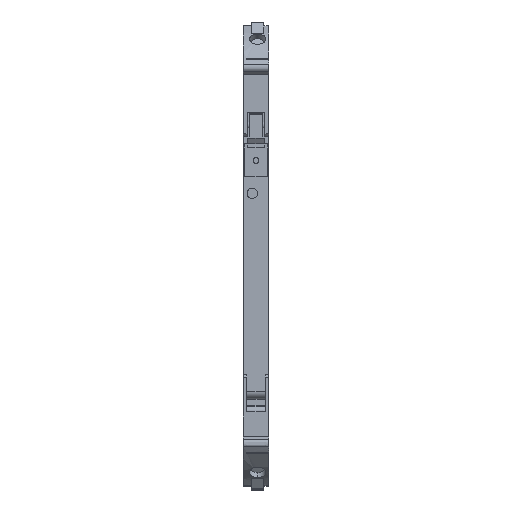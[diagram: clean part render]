
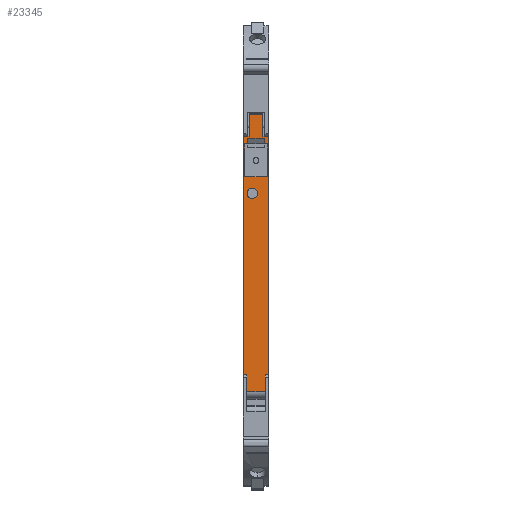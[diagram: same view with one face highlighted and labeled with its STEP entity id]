
A CAD part, top view. The second image highlights one B-rep face of the part: STEP entity #23345.
In plain terms, the highlighted planar face has unit normal (0, 0, 1).
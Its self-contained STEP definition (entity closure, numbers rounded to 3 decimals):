
#1312=AXIS2_PLACEMENT_3D('Plane Axis2P3D',#1309,#1310,#1311) ;
#23263=AXIS2_PLACEMENT_3D('Circle Axis2P3D',#23261,#23262,$) ;
#23272=AXIS2_PLACEMENT_3D('Circle Axis2P3D',#23270,#23271,$) ;
#1309=CARTESIAN_POINT('Axis2P3D Location',(0.075,85.563,112.497)) ;
#22935=CARTESIAN_POINT('Vertex',(6.09,84.963,112.497)) ;
#22940=CARTESIAN_POINT('Line Origine',(6.09,56.263,112.497)) ;
#22944=CARTESIAN_POINT('Vertex',(6.09,27.563,112.497)) ;
#23159=CARTESIAN_POINT('Line Origine',(5.695,27.563,112.497)) ;
#23163=CARTESIAN_POINT('Vertex',(5.3,27.563,112.497)) ;
#23179=CARTESIAN_POINT('Line Origine',(5.405,84.963,112.497)) ;
#23183=CARTESIAN_POINT('Vertex',(4.72,84.963,112.497)) ;
#23186=CARTESIAN_POINT('Line Origine',(4.72,87.614,112.497)) ;
#23190=CARTESIAN_POINT('Vertex',(4.72,90.264,112.497)) ;
#23193=CARTESIAN_POINT('Line Origine',(3.05,90.264,112.497)) ;
#23197=CARTESIAN_POINT('Vertex',(1.38,90.264,112.497)) ;
#23200=CARTESIAN_POINT('Line Origine',(1.38,87.614,112.497)) ;
#23204=CARTESIAN_POINT('Vertex',(1.38,84.963,112.497)) ;
#23207=CARTESIAN_POINT('Line Origine',(0.695,84.963,112.497)) ;
#23211=CARTESIAN_POINT('Vertex',(0.01,84.963,112.497)) ;
#23214=CARTESIAN_POINT('Line Origine',(0.01,56.263,112.497)) ;
#23218=CARTESIAN_POINT('Vertex',(0.01,27.563,112.497)) ;
#23221=CARTESIAN_POINT('Line Origine',(0.405,27.563,112.497)) ;
#23225=CARTESIAN_POINT('Vertex',(0.8,27.563,112.497)) ;
#23228=CARTESIAN_POINT('Line Origine',(0.8,25.563,112.497)) ;
#23232=CARTESIAN_POINT('Vertex',(0.8,23.563,112.497)) ;
#23235=CARTESIAN_POINT('Line Origine',(3.05,23.563,112.497)) ;
#23239=CARTESIAN_POINT('Vertex',(5.3,23.563,112.497)) ;
#23242=CARTESIAN_POINT('Line Origine',(5.3,25.563,112.497)) ;
#23261=CARTESIAN_POINT('Axis2P3D Location',(2.135,71.251,112.497)) ;
#23265=CARTESIAN_POINT('Vertex',(0.885,71.251,112.497)) ;
#23267=CARTESIAN_POINT('Vertex',(3.385,71.251,112.497)) ;
#23270=CARTESIAN_POINT('Axis2P3D Location',(2.135,71.251,112.497)) ;
#23279=CARTESIAN_POINT('Line Origine',(0.692,83.17,112.497)) ;
#23283=CARTESIAN_POINT('Vertex',(0.294,83.17,112.497)) ;
#23285=CARTESIAN_POINT('Vertex',(1.089,83.17,112.497)) ;
#23288=CARTESIAN_POINT('Line Origine',(1.089,83.87,112.497)) ;
#23292=CARTESIAN_POINT('Vertex',(1.089,84.57,112.497)) ;
#23295=CARTESIAN_POINT('Line Origine',(3.05,84.57,112.497)) ;
#23299=CARTESIAN_POINT('Vertex',(5.011,84.57,112.497)) ;
#23302=CARTESIAN_POINT('Line Origine',(5.011,83.87,112.497)) ;
#23306=CARTESIAN_POINT('Vertex',(5.011,83.17,112.497)) ;
#23309=CARTESIAN_POINT('Line Origine',(5.408,83.17,112.497)) ;
#23313=CARTESIAN_POINT('Vertex',(5.806,83.17,112.497)) ;
#23316=CARTESIAN_POINT('Line Origine',(5.806,79.213,112.497)) ;
#23320=CARTESIAN_POINT('Vertex',(5.806,75.257,112.497)) ;
#23323=CARTESIAN_POINT('Line Origine',(3.05,75.257,112.497)) ;
#23327=CARTESIAN_POINT('Vertex',(0.294,75.257,112.497)) ;
#23330=CARTESIAN_POINT('Line Origine',(0.294,79.213,112.497)) ;
#1310=DIRECTION('Axis2P3D Direction',(0.,0.,-1.)) ;
#1311=DIRECTION('Axis2P3D XDirection',(0.,1.,0.)) ;
#22941=DIRECTION('Vector Direction',(0.,1.,0.)) ;
#23160=DIRECTION('Vector Direction',(-1.,0.,0.)) ;
#23180=DIRECTION('Vector Direction',(-1.,0.,0.)) ;
#23187=DIRECTION('Vector Direction',(0.,1.,0.)) ;
#23194=DIRECTION('Vector Direction',(-1.,0.,0.)) ;
#23201=DIRECTION('Vector Direction',(0.,-1.,0.)) ;
#23208=DIRECTION('Vector Direction',(-1.,0.,0.)) ;
#23215=DIRECTION('Vector Direction',(0.,1.,0.)) ;
#23222=DIRECTION('Vector Direction',(-1.,0.,0.)) ;
#23229=DIRECTION('Vector Direction',(0.,1.,0.)) ;
#23236=DIRECTION('Vector Direction',(-1.,0.,0.)) ;
#23243=DIRECTION('Vector Direction',(0.,1.,0.)) ;
#23262=DIRECTION('Axis2P3D Direction',(0.,0.,-1.)) ;
#23271=DIRECTION('Axis2P3D Direction',(0.,0.,-1.)) ;
#23280=DIRECTION('Vector Direction',(1.,0.,0.)) ;
#23289=DIRECTION('Vector Direction',(0.,-1.,0.)) ;
#23296=DIRECTION('Vector Direction',(1.,0.,0.)) ;
#23303=DIRECTION('Vector Direction',(0.,1.,0.)) ;
#23310=DIRECTION('Vector Direction',(1.,0.,0.)) ;
#23317=DIRECTION('Vector Direction',(0.,1.,0.)) ;
#23324=DIRECTION('Vector Direction',(1.,0.,0.)) ;
#23331=DIRECTION('Vector Direction',(0.,-1.,0.)) ;
#22942=VECTOR('Line Direction',#22941,1.) ;
#23161=VECTOR('Line Direction',#23160,1.) ;
#23181=VECTOR('Line Direction',#23180,1.) ;
#23188=VECTOR('Line Direction',#23187,1.) ;
#23195=VECTOR('Line Direction',#23194,1.) ;
#23202=VECTOR('Line Direction',#23201,1.) ;
#23209=VECTOR('Line Direction',#23208,1.) ;
#23216=VECTOR('Line Direction',#23215,1.) ;
#23223=VECTOR('Line Direction',#23222,1.) ;
#23230=VECTOR('Line Direction',#23229,1.) ;
#23237=VECTOR('Line Direction',#23236,1.) ;
#23244=VECTOR('Line Direction',#23243,1.) ;
#23281=VECTOR('Line Direction',#23280,1.) ;
#23290=VECTOR('Line Direction',#23289,1.) ;
#23297=VECTOR('Line Direction',#23296,1.) ;
#23304=VECTOR('Line Direction',#23303,1.) ;
#23311=VECTOR('Line Direction',#23310,1.) ;
#23318=VECTOR('Line Direction',#23317,1.) ;
#23325=VECTOR('Line Direction',#23324,1.) ;
#23332=VECTOR('Line Direction',#23331,1.) ;
#23248=ORIENTED_EDGE('',*,*,#23165,.F.) ;
#23249=ORIENTED_EDGE('',*,*,#22946,.T.) ;
#23250=ORIENTED_EDGE('',*,*,#23185,.F.) ;
#23251=ORIENTED_EDGE('',*,*,#23192,.T.) ;
#23252=ORIENTED_EDGE('',*,*,#23199,.F.) ;
#23253=ORIENTED_EDGE('',*,*,#23206,.T.) ;
#23254=ORIENTED_EDGE('',*,*,#23213,.T.) ;
#23255=ORIENTED_EDGE('',*,*,#23220,.F.) ;
#23256=ORIENTED_EDGE('',*,*,#23227,.F.) ;
#23257=ORIENTED_EDGE('',*,*,#23234,.F.) ;
#23258=ORIENTED_EDGE('',*,*,#23241,.F.) ;
#23259=ORIENTED_EDGE('',*,*,#23246,.T.) ;
#23276=ORIENTED_EDGE('',*,*,#23269,.F.) ;
#23277=ORIENTED_EDGE('',*,*,#23274,.F.) ;
#23336=ORIENTED_EDGE('',*,*,#23287,.T.) ;
#23337=ORIENTED_EDGE('',*,*,#23294,.T.) ;
#23338=ORIENTED_EDGE('',*,*,#23301,.F.) ;
#23339=ORIENTED_EDGE('',*,*,#23308,.T.) ;
#23340=ORIENTED_EDGE('',*,*,#23315,.T.) ;
#23341=ORIENTED_EDGE('',*,*,#23322,.T.) ;
#23342=ORIENTED_EDGE('',*,*,#23329,.F.) ;
#23343=ORIENTED_EDGE('',*,*,#23334,.T.) ;
#23278=FACE_BOUND('',#23275,.T.) ;
#23344=FACE_BOUND('',#23335,.T.) ;
#23345=ADVANCED_FACE('AUFDRUCK_ORANGE',(#23260,#23278,#23344),#1313,.F.) ;
#23264=CIRCLE('generated circle',#23263,1.25) ;
#23273=CIRCLE('generated circle',#23272,1.25) ;
#22946=EDGE_CURVE('',#22945,#22936,#22943,.T.) ;
#23165=EDGE_CURVE('',#22945,#23164,#23162,.T.) ;
#23185=EDGE_CURVE('',#23184,#22936,#23182,.F.) ;
#23192=EDGE_CURVE('',#23184,#23191,#23189,.T.) ;
#23199=EDGE_CURVE('',#23198,#23191,#23196,.F.) ;
#23206=EDGE_CURVE('',#23198,#23205,#23203,.T.) ;
#23213=EDGE_CURVE('',#23205,#23212,#23210,.T.) ;
#23220=EDGE_CURVE('',#23219,#23212,#23217,.T.) ;
#23227=EDGE_CURVE('',#23226,#23219,#23224,.T.) ;
#23234=EDGE_CURVE('',#23233,#23226,#23231,.T.) ;
#23241=EDGE_CURVE('',#23240,#23233,#23238,.T.) ;
#23246=EDGE_CURVE('',#23240,#23164,#23245,.T.) ;
#23269=EDGE_CURVE('',#23266,#23268,#23264,.F.) ;
#23274=EDGE_CURVE('',#23268,#23266,#23273,.F.) ;
#23287=EDGE_CURVE('',#23284,#23286,#23282,.T.) ;
#23294=EDGE_CURVE('',#23286,#23293,#23291,.F.) ;
#23301=EDGE_CURVE('',#23300,#23293,#23298,.F.) ;
#23308=EDGE_CURVE('',#23300,#23307,#23305,.F.) ;
#23315=EDGE_CURVE('',#23307,#23314,#23312,.T.) ;
#23322=EDGE_CURVE('',#23314,#23321,#23319,.F.) ;
#23329=EDGE_CURVE('',#23328,#23321,#23326,.T.) ;
#23334=EDGE_CURVE('',#23328,#23284,#23333,.F.) ;
#23247=EDGE_LOOP('',(#23248,#23249,#23250,#23251,#23252,#23253,#23254,#23255,#23256,#23257,#23258,#23259)) ;
#23275=EDGE_LOOP('',(#23276,#23277)) ;
#23335=EDGE_LOOP('',(#23336,#23337,#23338,#23339,#23340,#23341,#23342,#23343)) ;
#23260=FACE_OUTER_BOUND('',#23247,.T.) ;
#22943=LINE('Line',#22940,#22942) ;
#23162=LINE('Line',#23159,#23161) ;
#23182=LINE('Line',#23179,#23181) ;
#23189=LINE('Line',#23186,#23188) ;
#23196=LINE('Line',#23193,#23195) ;
#23203=LINE('Line',#23200,#23202) ;
#23210=LINE('Line',#23207,#23209) ;
#23217=LINE('Line',#23214,#23216) ;
#23224=LINE('Line',#23221,#23223) ;
#23231=LINE('Line',#23228,#23230) ;
#23238=LINE('Line',#23235,#23237) ;
#23245=LINE('Line',#23242,#23244) ;
#23282=LINE('Line',#23279,#23281) ;
#23291=LINE('Line',#23288,#23290) ;
#23298=LINE('Line',#23295,#23297) ;
#23305=LINE('Line',#23302,#23304) ;
#23312=LINE('Line',#23309,#23311) ;
#23319=LINE('Line',#23316,#23318) ;
#23326=LINE('Line',#23323,#23325) ;
#23333=LINE('Line',#23330,#23332) ;
#1313=PLANE('',#1312) ;
#22936=VERTEX_POINT('',#22935) ;
#22945=VERTEX_POINT('',#22944) ;
#23164=VERTEX_POINT('',#23163) ;
#23184=VERTEX_POINT('',#23183) ;
#23191=VERTEX_POINT('',#23190) ;
#23198=VERTEX_POINT('',#23197) ;
#23205=VERTEX_POINT('',#23204) ;
#23212=VERTEX_POINT('',#23211) ;
#23219=VERTEX_POINT('',#23218) ;
#23226=VERTEX_POINT('',#23225) ;
#23233=VERTEX_POINT('',#23232) ;
#23240=VERTEX_POINT('',#23239) ;
#23266=VERTEX_POINT('',#23265) ;
#23268=VERTEX_POINT('',#23267) ;
#23284=VERTEX_POINT('',#23283) ;
#23286=VERTEX_POINT('',#23285) ;
#23293=VERTEX_POINT('',#23292) ;
#23300=VERTEX_POINT('',#23299) ;
#23307=VERTEX_POINT('',#23306) ;
#23314=VERTEX_POINT('',#23313) ;
#23321=VERTEX_POINT('',#23320) ;
#23328=VERTEX_POINT('',#23327) ;
